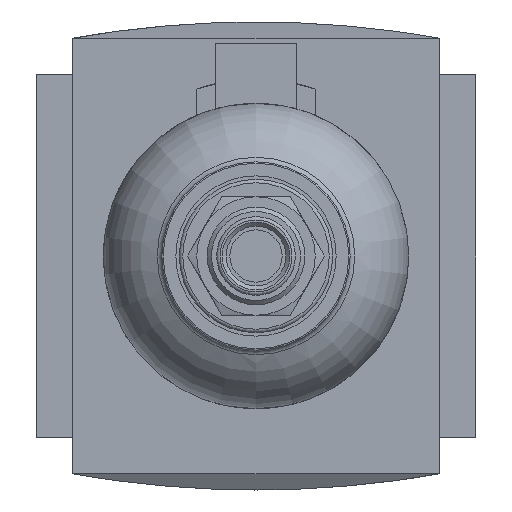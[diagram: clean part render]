
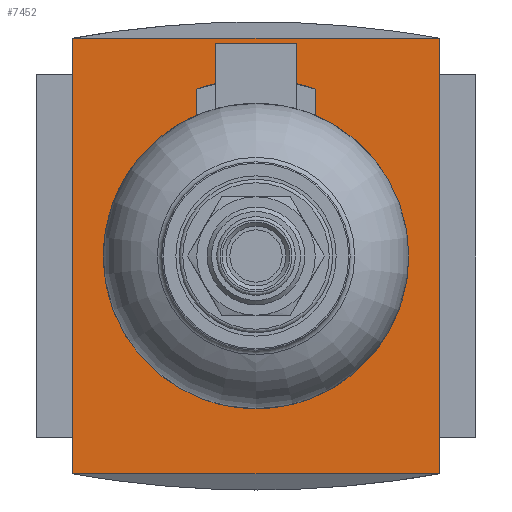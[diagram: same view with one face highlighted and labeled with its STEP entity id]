
A CAD part, front view. The second image highlights one B-rep face of the part: STEP entity #7452.
In plain terms, the highlighted planar face has unit normal (0, -1, 0).
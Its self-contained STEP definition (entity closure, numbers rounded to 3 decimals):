
#67=PLANE('',#7803);
#649=ORIENTED_EDGE('',*,*,#2125,.F.);
#650=ORIENTED_EDGE('',*,*,#2167,.T.);
#651=ORIENTED_EDGE('',*,*,#2140,.F.);
#652=ORIENTED_EDGE('',*,*,#2168,.T.);
#2125=EDGE_CURVE('',#2887,#2764,#3383,.T.);
#2140=EDGE_CURVE('',#2762,#2901,#3398,.T.);
#2167=EDGE_CURVE('',#2887,#2901,#3421,.T.);
#2168=EDGE_CURVE('',#2762,#2764,#3422,.T.);
#2762=VERTEX_POINT('',#9810);
#2764=VERTEX_POINT('',#9814);
#2887=VERTEX_POINT('',#10070);
#2901=VERTEX_POINT('',#10100);
#3383=LINE('',#10069,#3953);
#3398=LINE('',#10099,#3968);
#3421=LINE('',#10151,#3991);
#3422=LINE('',#10152,#3992);
#3953=VECTOR('',#8424,1000.);
#3968=VECTOR('',#8441,1000.);
#3991=VECTOR('',#8478,1000.);
#3992=VECTOR('',#8479,1000.);
#4445=EDGE_LOOP('',(#649,#650,#651,#652));
#4823=FACE_BOUND('',#4445,.T.);
#7452=ADVANCED_FACE('',(#4823),#67,.F.);
#7803=AXIS2_PLACEMENT_3D('',#10150,#8476,#8477);
#8424=DIRECTION('',(0.,0.,1.));
#8441=DIRECTION('',(0.,0.,-1.));
#8476=DIRECTION('',(0.,1.,0.));
#8477=DIRECTION('',(0.,0.,1.));
#8478=DIRECTION('',(1.,0.,0.));
#8479=DIRECTION('',(-1.,0.,0.));
#9810=CARTESIAN_POINT('',(26.25,-37.5,31.25));
#9814=CARTESIAN_POINT('',(-26.25,-37.5,31.25));
#10069=CARTESIAN_POINT('',(-26.25,-37.5,-31.25));
#10070=CARTESIAN_POINT('',(-26.25,-37.5,-31.25));
#10099=CARTESIAN_POINT('',(26.25,-37.5,31.25));
#10100=CARTESIAN_POINT('',(26.25,-37.5,-31.25));
#10150=CARTESIAN_POINT('',(0.,-37.5,116.435));
#10151=CARTESIAN_POINT('',(0.,-37.5,-31.25));
#10152=CARTESIAN_POINT('',(0.,-37.5,31.25));
